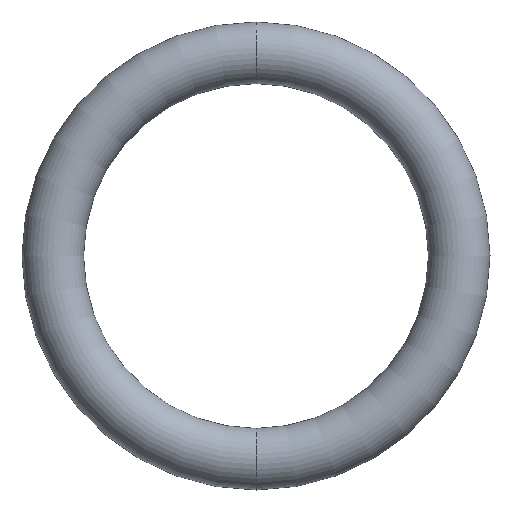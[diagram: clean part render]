
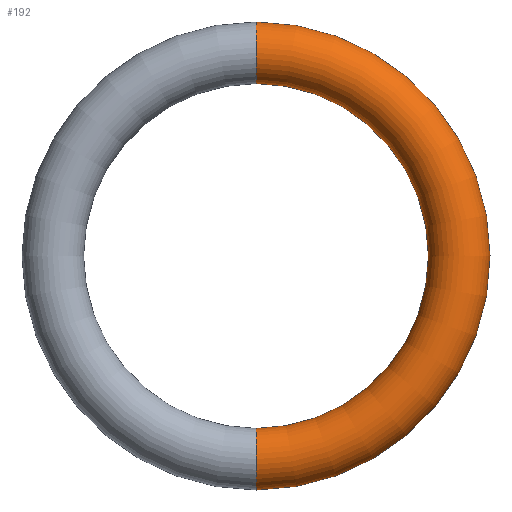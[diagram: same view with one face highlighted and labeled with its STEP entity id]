
A CAD part, front view. The second image highlights one B-rep face of the part: STEP entity #192.
In plain terms, the highlighted toroidal (fillet/blend) face has major radius 16.5 mm and minor radius 2.5 mm.
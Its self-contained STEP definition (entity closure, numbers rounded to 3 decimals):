
#1 = CIRCLE ( 'NONE', #2, 2.5 ) ;
#2 = AXIS2_PLACEMENT_3D ( 'NONE', #16, #37, #106 ) ;
#3 = CARTESIAN_POINT ( 'NONE',  ( 0., 0., -19. ) ) ;
#16 = CARTESIAN_POINT ( 'NONE',  ( 0., 0., 16.5 ) ) ;
#17 = EDGE_CURVE ( 'NONE', #122, #160, #1, .T. ) ;
#18 = ORIENTED_EDGE ( 'NONE', *, *, #17, .F. ) ;
#26 = CARTESIAN_POINT ( 'NONE',  ( 0., 0., -16.5 ) ) ;
#31 = ORIENTED_EDGE ( 'NONE', *, *, #147, .T. ) ;
#37 = DIRECTION ( 'NONE',  ( -1., 0., 0. ) ) ;
#45 = DIRECTION ( 'NONE',  ( 0., 1., 0. ) ) ;
#53 = DIRECTION ( 'NONE',  ( 0., 1., 0. ) ) ;
#54 = CARTESIAN_POINT ( 'NONE',  ( 0., 0., 14. ) ) ;
#58 = AXIS2_PLACEMENT_3D ( 'NONE', #186, #53, #72 ) ;
#68 = CARTESIAN_POINT ( 'NONE',  ( 0., 0., 0. ) ) ;
#70 = ORIENTED_EDGE ( 'NONE', *, *, #129, .T. ) ;
#72 = DIRECTION ( 'NONE',  ( 0., 0., 1. ) ) ;
#73 = DIRECTION ( 'NONE',  ( 1., 0., 0. ) ) ;
#82 = VERTEX_POINT ( 'NONE', #117 ) ;
#93 = VERTEX_POINT ( 'NONE', #3 ) ;
#100 = EDGE_CURVE ( 'NONE', #160, #93, #176, .T. ) ;
#102 = ORIENTED_EDGE ( 'NONE', *, *, #100, .F. ) ;
#106 = DIRECTION ( 'NONE',  ( 0., 0., 1. ) ) ;
#110 = CIRCLE ( 'NONE', #208, 2.5 ) ;
#113 = FACE_OUTER_BOUND ( 'NONE', #164, .T. ) ;
#117 = CARTESIAN_POINT ( 'NONE',  ( 0., 0., -14. ) ) ;
#122 = VERTEX_POINT ( 'NONE', #54 ) ;
#127 = TOROIDAL_SURFACE ( 'NONE', #172, 16.5, 2.5 ) ;
#129 = EDGE_CURVE ( 'NONE', #122, #82, #138, .T. ) ;
#131 = DIRECTION ( 'NONE',  ( 0., 1., 0. ) ) ;
#138 = CIRCLE ( 'NONE', #58, 14. ) ;
#147 = EDGE_CURVE ( 'NONE', #82, #93, #110, .T. ) ;
#157 = CARTESIAN_POINT ( 'NONE',  ( 0., 0., 0. ) ) ;
#159 = AXIS2_PLACEMENT_3D ( 'NONE', #68, #131, #169 ) ;
#160 = VERTEX_POINT ( 'NONE', #171 ) ;
#163 = DIRECTION ( 'NONE',  ( 0., 0., 1. ) ) ;
#164 = EDGE_LOOP ( 'NONE', ( #102, #18, #70, #31 ) ) ;
#169 = DIRECTION ( 'NONE',  ( 0., 0., 1. ) ) ;
#171 = CARTESIAN_POINT ( 'NONE',  ( 0., 0., 19. ) ) ;
#172 = AXIS2_PLACEMENT_3D ( 'NONE', #157, #45, #163 ) ;
#176 = CIRCLE ( 'NONE', #159, 19. ) ;
#186 = CARTESIAN_POINT ( 'NONE',  ( 0., 0., 0. ) ) ;
#192 = ADVANCED_FACE ( 'NONE', ( #113 ), #127, .T. ) ;
#198 = DIRECTION ( 'NONE',  ( 0., 0., -1. ) ) ;
#208 = AXIS2_PLACEMENT_3D ( 'NONE', #26, #73, #198 ) ;
